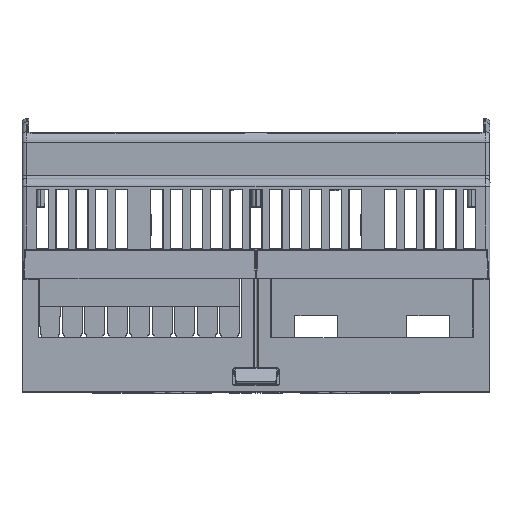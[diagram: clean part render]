
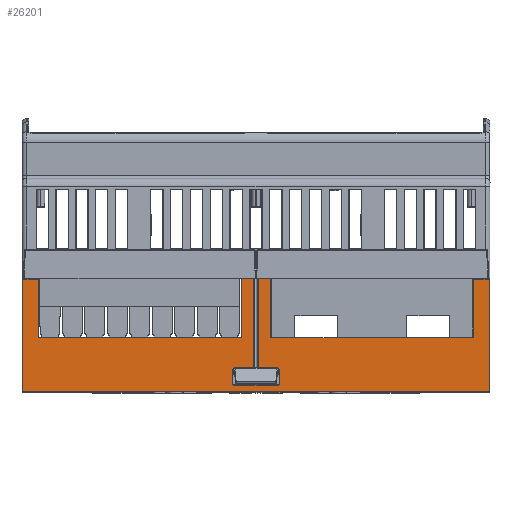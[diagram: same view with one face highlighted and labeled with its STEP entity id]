
A CAD part, top view. The second image highlights one B-rep face of the part: STEP entity #26201.
In plain terms, the highlighted planar face has unit normal (0, 0, 1).
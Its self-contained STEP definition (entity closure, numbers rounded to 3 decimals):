
#14042=DIRECTION('',(1.,0.,0.));
#14043=VECTOR('',#14042,105.9);
#14044=CARTESIAN_POINT('',(-106.2,0.,45.3));
#14045=LINE('',#14044,#14043);
#14261=DIRECTION('',(-1.,0.,0.));
#14262=VECTOR('',#14261,2.85);
#14263=CARTESIAN_POINT('',(-49.9,25.7,45.3));
#14264=LINE('',#14263,#14262);
#14279=CARTESIAN_POINT('',(-53.75,5.35,45.3));
#14281=DIRECTION('',(0.,1.,0.));
#14282=VECTOR('',#14281,20.35);
#14283=CARTESIAN_POINT('',(-53.75,5.35,45.3));
#14284=LINE('',#14283,#14282);
#14354=DIRECTION('',(1.,0.,0.));
#14355=VECTOR('',#14354,9.635);
#14356=CARTESIAN_POINT('',(-58.068,1.376,45.3));
#14357=LINE('',#14356,#14355);
#14358=CARTESIAN_POINT('',(-48.432,1.376,45.3));
#14359=CARTESIAN_POINT('',(-48.263,1.376,45.3));
#14360=CARTESIAN_POINT('',(-48.055,1.505,45.3));
#14361=CARTESIAN_POINT('',(-47.929,1.715,45.3));
#14362=CARTESIAN_POINT('',(-47.932,1.885,45.3));
#14364=DIRECTION('',(-0.017,1.,0.));
#14365=VECTOR('',#14364,2.975);
#14366=CARTESIAN_POINT('',(-47.932,1.885,45.3));
#14367=LINE('',#14366,#14365);
#14368=CARTESIAN_POINT('',(-47.984,4.859,45.3));
#14369=CARTESIAN_POINT('',(-47.987,5.022,45.3));
#14370=CARTESIAN_POINT('',(-48.114,5.227,45.3));
#14371=CARTESIAN_POINT('',(-48.32,5.35,45.3));
#14372=CARTESIAN_POINT('',(-48.484,5.35,45.3));
#14374=DIRECTION('',(-1.,0.,0.));
#14375=VECTOR('',#14374,4.266);
#14376=CARTESIAN_POINT('',(-48.484,5.35,45.3));
#14377=LINE('',#14376,#14375);
#14378=DIRECTION('',(0.,-1.,0.));
#14379=VECTOR('',#14378,13.5);
#14380=CARTESIAN_POINT('',(-49.9,25.7,45.3));
#14381=LINE('',#14380,#14379);
#14382=DIRECTION('',(1.,0.,0.));
#14383=VECTOR('',#14382,46.1);
#14384=CARTESIAN_POINT('',(-49.9,12.2,45.3));
#14385=LINE('',#14384,#14383);
#14386=DIRECTION('',(0.,1.,0.));
#14387=VECTOR('',#14386,13.3);
#14388=CARTESIAN_POINT('',(-3.8,12.2,45.3));
#14389=LINE('',#14388,#14387);
#14390=DIRECTION('',(1.,0.,0.));
#14391=VECTOR('',#14390,2.85);
#14392=CARTESIAN_POINT('',(-56.6,25.7,45.3));
#14393=LINE('',#14392,#14391);
#14394=DIRECTION('',(-1.,0.,0.));
#14395=VECTOR('',#14394,4.266);
#14396=CARTESIAN_POINT('',(-53.75,5.35,45.3));
#14397=LINE('',#14396,#14395);
#14398=CARTESIAN_POINT('',(-58.016,5.35,45.3));
#14399=CARTESIAN_POINT('',(-58.18,5.35,45.3));
#14400=CARTESIAN_POINT('',(-58.386,5.227,45.3));
#14401=CARTESIAN_POINT('',(-58.513,5.022,45.3));
#14402=CARTESIAN_POINT('',(-58.516,4.859,45.3));
#14404=DIRECTION('',(-0.017,-1.,0.));
#14405=VECTOR('',#14404,2.975);
#14406=CARTESIAN_POINT('',(-58.516,4.859,45.3));
#14407=LINE('',#14406,#14405);
#14408=CARTESIAN_POINT('',(-58.568,1.885,45.3));
#14409=CARTESIAN_POINT('',(-58.57,1.745,45.3));
#14410=CARTESIAN_POINT('',(-58.478,1.545,45.3));
#14411=CARTESIAN_POINT('',(-58.302,1.413,45.3));
#14412=CARTESIAN_POINT('',(-58.166,1.385,45.3));
#14414=CARTESIAN_POINT('',(-58.166,1.385,45.3));
#14415=CARTESIAN_POINT('',(-58.133,1.379,45.3));
#14416=CARTESIAN_POINT('',(-58.101,1.376,45.3));
#14417=CARTESIAN_POINT('',(-58.068,1.376,45.3));
#14419=CARTESIAN_POINT('',(-52.75,5.35,45.3));
#14430=DIRECTION('',(0.,-1.,0.));
#14431=VECTOR('',#14430,20.35);
#14432=CARTESIAN_POINT('',(-52.75,25.7,45.3));
#14433=LINE('',#14432,#14431);
#14593=DIRECTION('',(0.,1.,0.));
#14594=VECTOR('',#14593,25.5);
#14595=CARTESIAN_POINT('',(-0.3,0.,45.3));
#14596=LINE('',#14595,#14594);
#14601=DIRECTION('',(-1.,0.,0.));
#14602=VECTOR('',#14601,3.5);
#14603=CARTESIAN_POINT('',(-0.3,25.5,45.3));
#14604=LINE('',#14603,#14602);
#14609=DIRECTION('',(0.,-1.,0.));
#14610=VECTOR('',#14609,25.5);
#14611=CARTESIAN_POINT('',(-106.2,25.5,45.3));
#14612=LINE('',#14611,#14610);
#14645=DIRECTION('',(0.,1.,0.));
#14646=VECTOR('',#14645,13.3);
#14647=CARTESIAN_POINT('',(-102.7,12.2,45.3));
#14648=LINE('',#14647,#14646);
#14658=DIRECTION('',(-1.,0.,0.));
#14659=VECTOR('',#14658,3.5);
#14660=CARTESIAN_POINT('',(-102.7,25.5,45.3));
#14661=LINE('',#14660,#14659);
#14670=DIRECTION('',(-1.,0.,0.));
#14671=VECTOR('',#14670,46.1);
#14672=CARTESIAN_POINT('',(-56.6,12.2,45.3));
#14673=LINE('',#14672,#14671);
#14678=DIRECTION('',(0.,-1.,0.));
#14679=VECTOR('',#14678,13.5);
#14680=CARTESIAN_POINT('',(-56.6,25.7,45.3));
#14681=LINE('',#14680,#14679);
#20392=CARTESIAN_POINT('',(-106.2,0.,45.3));
#20393=VERTEX_POINT('',#20392);
#20394=CARTESIAN_POINT('',(-0.3,0.,45.3));
#20395=VERTEX_POINT('',#20394);
#20480=CARTESIAN_POINT('',(-53.75,25.7,45.3));
#20481=VERTEX_POINT('',#20480);
#20482=CARTESIAN_POINT('',(-56.6,25.7,45.3));
#20483=VERTEX_POINT('',#20482);
#20484=CARTESIAN_POINT('',(-49.9,25.7,45.3));
#20485=VERTEX_POINT('',#20484);
#20486=CARTESIAN_POINT('',(-52.75,25.7,45.3));
#20487=VERTEX_POINT('',#20486);
#20492=VERTEX_POINT('',#14279);
#20493=CARTESIAN_POINT('',(-48.484,5.35,45.3));
#20494=VERTEX_POINT('',#20493);
#20495=CARTESIAN_POINT('',(-58.016,5.35,45.3));
#20496=VERTEX_POINT('',#20495);
#20497=VERTEX_POINT('',#14419);
#20498=CARTESIAN_POINT('',(-47.984,4.859,45.3));
#20499=VERTEX_POINT('',#20498);
#20500=CARTESIAN_POINT('',(-47.932,1.885,45.3));
#20501=VERTEX_POINT('',#20500);
#20502=CARTESIAN_POINT('',(-48.432,1.376,45.3));
#20503=VERTEX_POINT('',#20502);
#20504=CARTESIAN_POINT('',(-58.068,1.376,45.3));
#20505=VERTEX_POINT('',#20504);
#20506=CARTESIAN_POINT('',(-58.166,1.385,45.3));
#20507=VERTEX_POINT('',#20506);
#20508=VERTEX_POINT('',#14408);
#20509=CARTESIAN_POINT('',(-49.9,12.2,45.3));
#20510=VERTEX_POINT('',#20509);
#20511=CARTESIAN_POINT('',(-3.8,12.2,45.3));
#20512=VERTEX_POINT('',#20511);
#20513=CARTESIAN_POINT('',(-3.8,25.5,45.3));
#20514=VERTEX_POINT('',#20513);
#20515=CARTESIAN_POINT('',(-0.3,25.5,45.3));
#20516=VERTEX_POINT('',#20515);
#20517=CARTESIAN_POINT('',(-106.2,25.5,45.3));
#20518=VERTEX_POINT('',#20517);
#20519=CARTESIAN_POINT('',(-102.7,25.5,45.3));
#20520=VERTEX_POINT('',#20519);
#20521=CARTESIAN_POINT('',(-102.7,12.2,45.3));
#20522=VERTEX_POINT('',#20521);
#20523=CARTESIAN_POINT('',(-56.6,12.2,45.3));
#20524=VERTEX_POINT('',#20523);
#20525=VERTEX_POINT('',#14402);
#26156=CARTESIAN_POINT('',(-71.05,12.626,45.3));
#26157=DIRECTION('',(0.,0.,1.));
#26158=DIRECTION('',(-1.,0.,0.));
#26159=AXIS2_PLACEMENT_3D('',#26156,#26157,#26158);
#26160=PLANE('',#26159);
#26161=ORIENTED_EDGE('',*,*,#26123,.T.);
#26162=ORIENTED_EDGE('',*,*,#26109,.T.);
#26163=ORIENTED_EDGE('',*,*,#26095,.T.);
#26164=ORIENTED_EDGE('',*,*,#26081,.T.);
#26165=ORIENTED_EDGE('',*,*,#26067,.T.);
#26167=ORIENTED_EDGE('',*,*,#26166,.F.);
#26168=ORIENTED_EDGE('',*,*,#26015,.F.);
#26170=ORIENTED_EDGE('',*,*,#26169,.T.);
#26172=ORIENTED_EDGE('',*,*,#26171,.T.);
#26174=ORIENTED_EDGE('',*,*,#26173,.T.);
#26176=ORIENTED_EDGE('',*,*,#26175,.F.);
#26178=ORIENTED_EDGE('',*,*,#26177,.F.);
#26179=ORIENTED_EDGE('',*,*,#25793,.F.);
#26181=ORIENTED_EDGE('',*,*,#26180,.F.);
#26183=ORIENTED_EDGE('',*,*,#26182,.F.);
#26185=ORIENTED_EDGE('',*,*,#26184,.F.);
#26187=ORIENTED_EDGE('',*,*,#26186,.F.);
#26189=ORIENTED_EDGE('',*,*,#26188,.F.);
#26190=ORIENTED_EDGE('',*,*,#26003,.T.);
#26191=ORIENTED_EDGE('',*,*,#26044,.F.);
#26192=ORIENTED_EDGE('',*,*,#26061,.T.);
#26194=ORIENTED_EDGE('',*,*,#26193,.T.);
#26196=ORIENTED_EDGE('',*,*,#26195,.T.);
#26197=ORIENTED_EDGE('',*,*,#26147,.T.);
#26198=ORIENTED_EDGE('',*,*,#26137,.T.);
#26199=EDGE_LOOP('',(#26161,#26162,#26163,#26164,#26165,#26167,#26168,#26170,
#26172,#26174,#26176,#26178,#26179,#26181,#26183,#26185,#26187,#26189,#26190,
#26191,#26192,#26194,#26196,#26197,#26198));
#26200=FACE_OUTER_BOUND('',#26199,.F.);
#26201=ADVANCED_FACE('',(#26200),#26160,.T.);
#14363=B_SPLINE_CURVE_WITH_KNOTS('',3,(#14358,#14359,#14360,#14361,#14362),
.UNSPECIFIED.,.F.,.F.,(4,1,4),(0.,0.5,1.),.UNSPECIFIED.);
#14373=B_SPLINE_CURVE_WITH_KNOTS('',3,(#14368,#14369,#14370,#14371,#14372),
.UNSPECIFIED.,.F.,.F.,(4,1,4),(0.,0.5,1.),.UNSPECIFIED.);
#14403=B_SPLINE_CURVE_WITH_KNOTS('',3,(#14398,#14399,#14400,#14401,#14402),
.UNSPECIFIED.,.F.,.F.,(4,1,4),(0.,0.5,1.),.UNSPECIFIED.);
#14413=B_SPLINE_CURVE_WITH_KNOTS('',3,(#14408,#14409,#14410,#14411,#14412),
.UNSPECIFIED.,.F.,.F.,(4,1,4),(0.,0.5,1.),.UNSPECIFIED.);
#14418=B_SPLINE_CURVE_WITH_KNOTS('',3,(#14414,#14415,#14416,#14417),
.UNSPECIFIED.,.F.,.F.,(4,4),(0.,1.),.UNSPECIFIED.);
#25793=EDGE_CURVE('',#20393,#20395,#14045,.T.);
#26003=EDGE_CURVE('',#20483,#20481,#14393,.T.);
#26015=EDGE_CURVE('',#20485,#20487,#14264,.T.);
#26044=EDGE_CURVE('',#20492,#20481,#14284,.T.);
#26061=EDGE_CURVE('',#20492,#20496,#14397,.T.);
#26067=EDGE_CURVE('',#20494,#20497,#14377,.T.);
#26081=EDGE_CURVE('',#20499,#20494,#14373,.T.);
#26095=EDGE_CURVE('',#20501,#20499,#14367,.T.);
#26109=EDGE_CURVE('',#20503,#20501,#14363,.T.);
#26123=EDGE_CURVE('',#20505,#20503,#14357,.T.);
#26137=EDGE_CURVE('',#20507,#20505,#14418,.T.);
#26147=EDGE_CURVE('',#20508,#20507,#14413,.T.);
#26166=EDGE_CURVE('',#20487,#20497,#14433,.T.);
#26169=EDGE_CURVE('',#20485,#20510,#14381,.T.);
#26171=EDGE_CURVE('',#20510,#20512,#14385,.T.);
#26173=EDGE_CURVE('',#20512,#20514,#14389,.T.);
#26175=EDGE_CURVE('',#20516,#20514,#14604,.T.);
#26177=EDGE_CURVE('',#20395,#20516,#14596,.T.);
#26180=EDGE_CURVE('',#20518,#20393,#14612,.T.);
#26182=EDGE_CURVE('',#20520,#20518,#14661,.T.);
#26184=EDGE_CURVE('',#20522,#20520,#14648,.T.);
#26186=EDGE_CURVE('',#20524,#20522,#14673,.T.);
#26188=EDGE_CURVE('',#20483,#20524,#14681,.T.);
#26193=EDGE_CURVE('',#20496,#20525,#14403,.T.);
#26195=EDGE_CURVE('',#20525,#20508,#14407,.T.);
